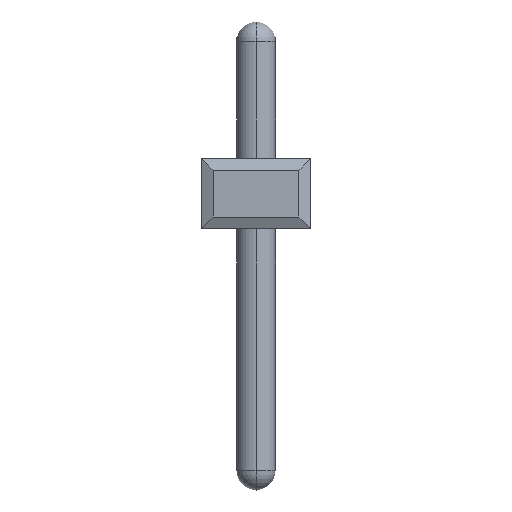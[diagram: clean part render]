
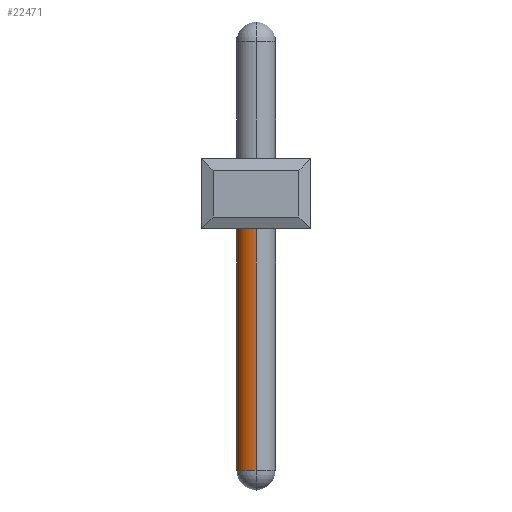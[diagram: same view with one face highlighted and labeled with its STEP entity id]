
A CAD part, front view. The second image highlights one B-rep face of the part: STEP entity #22471.
In plain terms, the highlighted cylindrical face has radius 0.5 mm (diameter 1 mm), a partial arc.
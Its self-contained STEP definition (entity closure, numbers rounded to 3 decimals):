
#7807=CARTESIAN_POINT('',(1.4,-89.25,0.2));
#7808=DIRECTION('',(0.,0.,1.));
#7809=DIRECTION('',(0.,1.,0.));
#7810=AXIS2_PLACEMENT_3D('',#7807,#7808,#7809);
#7821=CARTESIAN_POINT('',(1.4,-89.25,-6.2));
#7822=DIRECTION('',(0.,0.,1.));
#7823=DIRECTION('',(0.,1.,0.));
#7824=AXIS2_PLACEMENT_3D('',#7821,#7822,#7823);
#7826=DIRECTION('',(0.,0.,1.));
#7827=VECTOR('',#7826,6.4);
#7828=CARTESIAN_POINT('',(1.4,-88.75,-6.2));
#7829=LINE('',#7828,#7827);
#7835=DIRECTION('',(0.,0.,1.));
#7836=VECTOR('',#7835,6.4);
#7837=CARTESIAN_POINT('',(1.4,-89.75,-6.2));
#7838=LINE('',#7837,#7836);
#9998=CARTESIAN_POINT('',(1.4,-88.75,-6.2));
#10000=VERTEX_POINT('',#9998);
#10005=CARTESIAN_POINT('',(1.4,-89.75,-6.2));
#10006=VERTEX_POINT('',#10005);
#10009=CARTESIAN_POINT('',(1.4,-88.75,0.2));
#10010=CARTESIAN_POINT('',(1.4,-89.75,0.2));
#10011=VERTEX_POINT('',#10009);
#10012=VERTEX_POINT('',#10010);
#22457=CARTESIAN_POINT('',(1.4,-89.25,-7.3));
#22458=DIRECTION('',(0.,0.,1.));
#22459=DIRECTION('',(0.,1.,0.));
#22460=AXIS2_PLACEMENT_3D('',#22457,#22458,#22459);
#22461=CYLINDRICAL_SURFACE('',#22460,0.5);
#22462=ORIENTED_EDGE('',*,*,#22438,.T.);
#22464=ORIENTED_EDGE('',*,*,#22463,.F.);
#22466=ORIENTED_EDGE('',*,*,#22465,.F.);
#22468=ORIENTED_EDGE('',*,*,#22467,.T.);
#22469=EDGE_LOOP('',(#22462,#22464,#22466,#22468));
#22470=FACE_OUTER_BOUND('',#22469,.F.);
#22471=ADVANCED_FACE('',(#22470),#22461,.T.);
#7811=CIRCLE('',#7810,0.5);
#7825=CIRCLE('',#7824,0.5);
#22438=EDGE_CURVE('',#10011,#10012,#7811,.T.);
#22463=EDGE_CURVE('',#10006,#10012,#7838,.T.);
#22465=EDGE_CURVE('',#10000,#10006,#7825,.T.);
#22467=EDGE_CURVE('',#10000,#10011,#7829,.T.);
